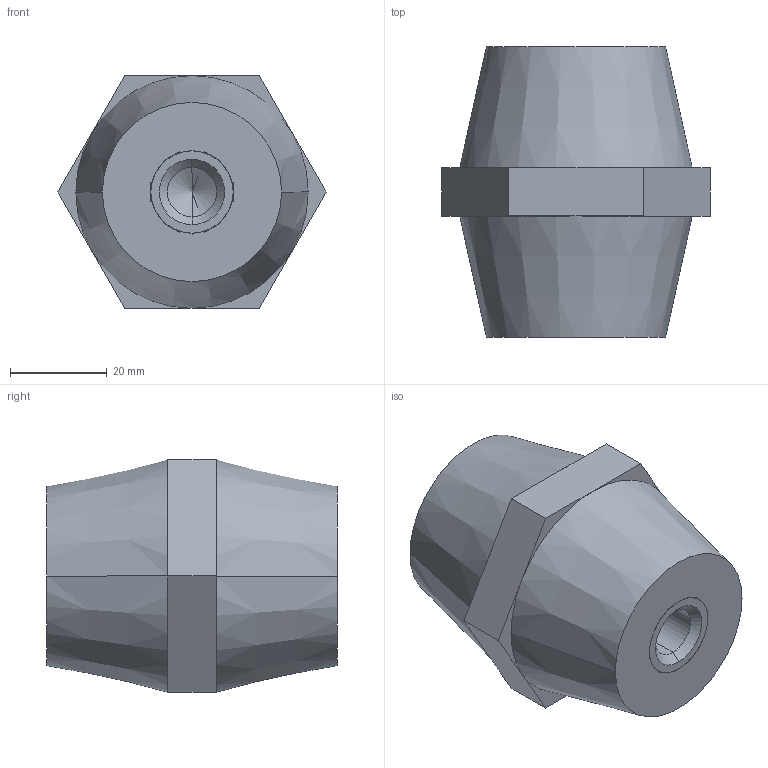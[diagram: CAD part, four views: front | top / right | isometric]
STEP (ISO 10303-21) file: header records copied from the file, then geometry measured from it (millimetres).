
FILE_DESCRIPTION (( 'STEP AP214' ), '1' );
FILE_NAME ('I60-M12.STEP', '2017-06-05T14:44:07', ( '' ), ( '' ), 'SwSTEP 2.0', 'SolidWorks 2017', '' );
FILE_SCHEMA (( 'AUTOMOTIVE_DESIGN' ));
Length unit declared in the file: millimetre
Products named in the file (3): PB1_0108(PB1_0109_12); I60-M12; PB1_0003
Assembly tree (3 placements, depth 2):
  I60-M12
    PB1_0108(PB1_0109_12)
    PB1_0003  x2
Bounding box: 55.43 x 60 x 48 mm (x, y, z)
Volume: 88577.6 mm3; surface area: 17677.2 mm2
Topology: 3 solids, 3 shells, 162 faces, 368 edges, 220 vertices
Faces by surface type: plane 82, cone 68, cylinder 12
Entity records: 3882 total; most frequent: CARTESIAN_POINT 1073, ORIENTED_EDGE 564, DIRECTION 550, EDGE_CURVE 282, AXIS2_PLACEMENT_3D 210, VERTEX_POINT 171, EDGE_LOOP 133, LINE 130
